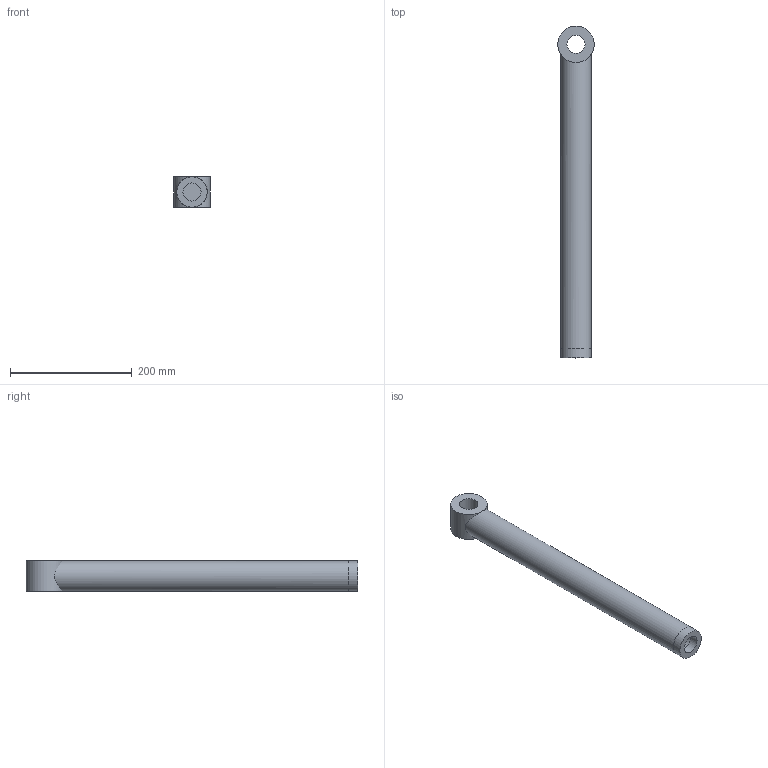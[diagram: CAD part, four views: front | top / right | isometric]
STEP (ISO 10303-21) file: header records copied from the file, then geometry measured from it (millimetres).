
FILE_DESCRIPTION(/* description */ ('','CAx-IF Rec.Pracs.---Representation and Presentation of Product Manufacturing Information (PMI)---4.0---2014-10-13'),/* implementation_level */ '2;1');
FILE_NAME(/* name */ 'SteerCylinder.step',/* time_stamp */ '2024-12-17T10:17:35-05:00',/* author */ (''),/* organization */ (''),/* preprocessor_version */ 'ST-DEVELOPER v20',/* originating_system */ 'Autodesk Translation Framework v13.20.0.188',/* authorisation */ '');
FILE_SCHEMA (('AP242_MANAGED_MODEL_BASED_3D_ENGINEERING_MIM_LF { 1 0 10303 442 1 1 4 }'));
Length unit declared in the file: millimetre
Products named in the file (1): Vorderachse_Lenkzylindermantel
Bounding box: 60 x 545 x 50 mm (x, y, z)
Volume: 473139.9 mm3; surface area: 158674.6 mm2
Topology: 1 solids, 2 shells, 18 faces, 29 edges, 17 vertices
Faces by surface type: cylinder 11, plane 7
Full cylindrical faces by diameter (mm): 30 x2, 40 x1, 50 x2
Entity records: 574 total; most frequent: CARTESIAN_POINT 200, DIRECTION 74, ORIENTED_EDGE 58, AXIS2_PLACEMENT_3D 33, EDGE_CURVE 29, EDGE_LOOP 22, FACE_OUTER_BOUND 18, ADVANCED_FACE 18
